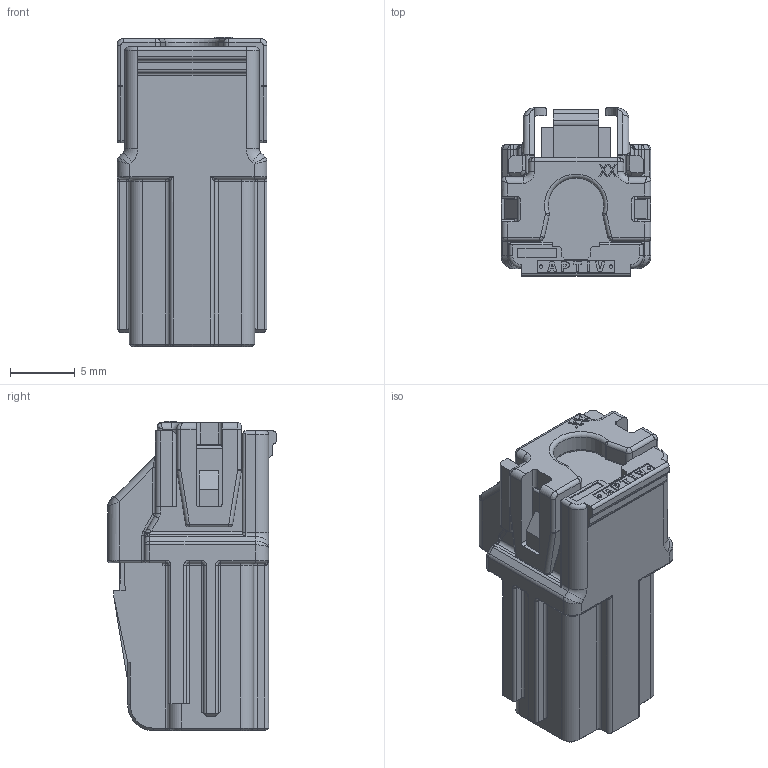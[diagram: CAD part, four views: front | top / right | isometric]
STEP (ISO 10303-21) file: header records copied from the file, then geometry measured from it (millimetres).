
FILE_DESCRIPTION(/* description */ (''),/* implementation_level */ '2;1');
FILE_NAME(/* name */ '35191760-CODE A.stp',/* time_stamp */ '2023-07-11T14:20:17+08:00',/* author */ (''),/* organization */ (''),/* preprocessor_version */ 'ST-DEVELOPER v16',/* originating_system */ 'SIEMENS PLM Software NX 11.0',/* authorisation */ '');
FILE_SCHEMA (('AUTOMOTIVE_DESIGN { 1 0 10303 214 3 1 1 1 }'));
Length unit declared in the file: millimetre
Products named in the file (1): 35191760-CODE A_stp
Bounding box: 11.6 x 13.05 x 23.95 mm (x, y, z)
Volume: 1620.8 mm3; surface area: 1999.3 mm2
Topology: 1 solids, 2 shells, 726 faces, 1859 edges, 1123 vertices
Faces by surface type: plane 337, cylinder 223, bspline 48, torus 46, extrusion 28, cone 24, sphere 20
Entity records: 22699 total; most frequent: CARTESIAN_POINT 5439, ORIENTED_EDGE 3664, DIRECTION 3512, EDGE_CURVE 1832, VECTOR 1190, LINE 1162, AXIS2_PLACEMENT_3D 1161, VERTEX_POINT 1123
